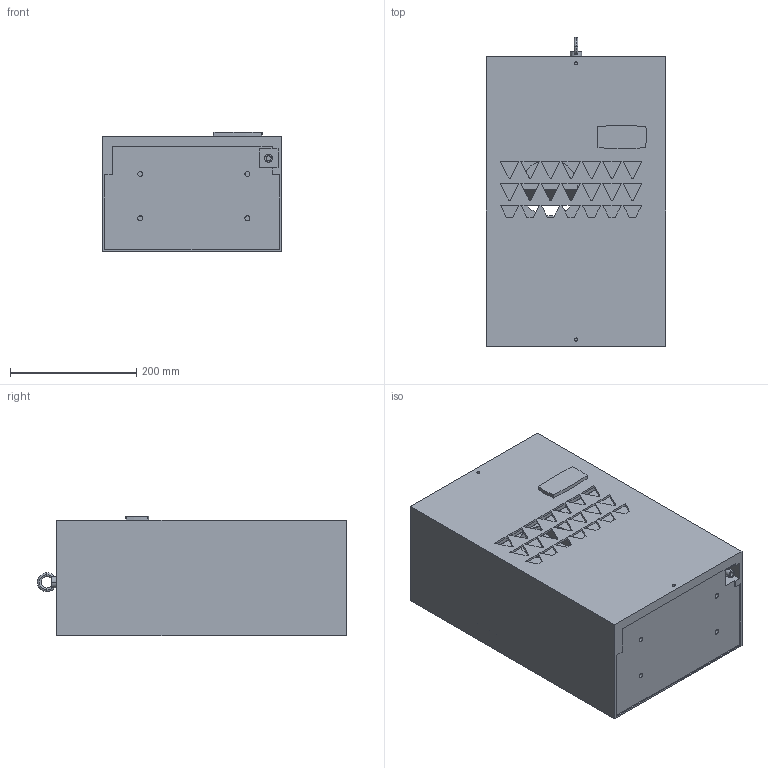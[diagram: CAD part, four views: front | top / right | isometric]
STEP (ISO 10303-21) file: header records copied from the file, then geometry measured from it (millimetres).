
FILE_DESCRIPTION(('STEP AP242'),'1');
FILE_NAME('nsycu400ul.stp','2020-03-23T07:57:41',('TraceParts'),('TraceParts S.A.'),'Spatial InterOp 3D',' ',' ');
FILE_SCHEMA(('AP242_MANAGED_MODEL_BASED_3D_ENGINEERING_MIM_LF {1 0 10303 442 1 1 4}'));
Length unit declared in the file: millimetre
Products named in the file (1): nsycu400ul
Bounding box: 285 x 490.55 x 189 mm (x, y, z)
Volume: 3321663.3 mm3; surface area: 1064193 mm2
Topology: 1 solids, 1 shells, 781 faces, 2312 edges, 1521 vertices
Faces by surface type: plane 616, cylinder 81, extrusion 72, torus 12
Entity records: 27815 total; most frequent: CARTESIAN_POINT 6463, ORIENTED_EDGE 4624, DIRECTION 3830, EDGE_CURVE 2312, VECTOR 2030, LINE 1958, VERTEX_POINT 1521, EDGE_LOOP 1085
